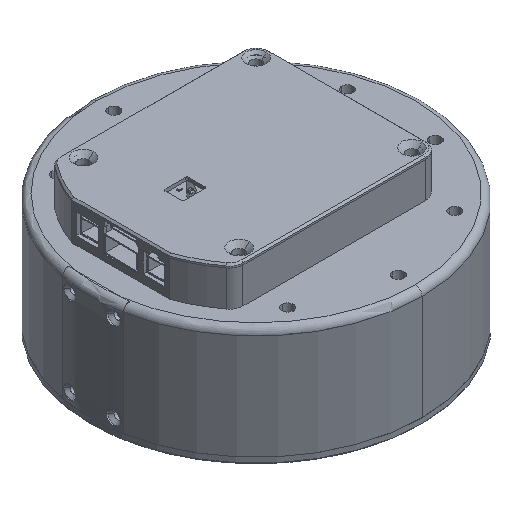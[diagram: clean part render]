
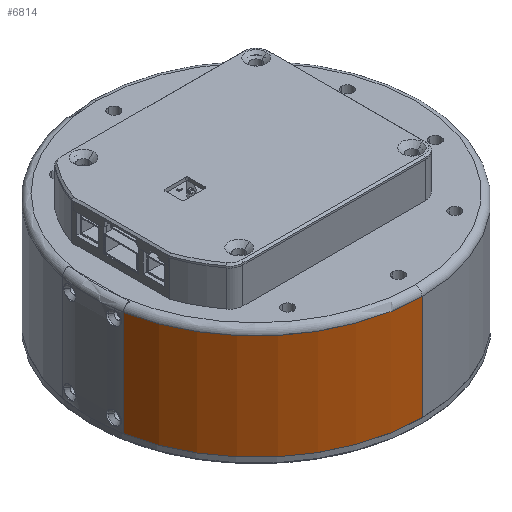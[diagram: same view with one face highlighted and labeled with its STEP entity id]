
A CAD part, isometric view. The second image highlights one B-rep face of the part: STEP entity #6814.
In plain terms, the highlighted cylindrical face has radius 49 mm (diameter 98 mm), a partial arc.
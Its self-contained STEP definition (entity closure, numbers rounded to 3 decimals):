
#1099 = EDGE_LOOP ( 'NONE', ( #2697, #15566, #37375, #5192 ) ) ;
#2697 = ORIENTED_EDGE ( 'NONE', *, *, #3858, .T. ) ;
#2750 = CARTESIAN_POINT ( 'NONE',  ( 0., -49., -3.7 ) ) ;
#3858 = EDGE_CURVE ( 'NONE', #34415, #11551, #5206, .T. ) ;
#5034 = DIRECTION ( 'NONE',  ( 0., 0., -1. ) ) ;
#5192 = ORIENTED_EDGE ( 'NONE', *, *, #25398, .T. ) ;
#5206 = CIRCLE ( 'NONE', #43296, 49. ) ;
#5416 = DIRECTION ( 'NONE',  ( 0., 0., 1. ) ) ;
#5551 = DIRECTION ( 'NONE',  ( 0., -1., 0. ) ) ;
#5992 = CARTESIAN_POINT ( 'NONE',  ( 0., -49., -3.7 ) ) ;
#6100 = DIRECTION ( 'NONE',  ( 0., 0., -1. ) ) ;
#6723 = EDGE_CURVE ( 'NONE', #11551, #16198, #19816, .T. ) ;
#6814 = ADVANCED_FACE ( 'NONE', ( #24498 ), #15567, .T. ) ;
#9277 = VECTOR ( 'NONE', #5416, 1000. ) ;
#11551 = VERTEX_POINT ( 'NONE', #2750 ) ;
#13064 = EDGE_CURVE ( 'NONE', #16198, #30575, #14075, .T. ) ;
#14075 = CIRCLE ( 'NONE', #35609, 49. ) ;
#15566 = ORIENTED_EDGE ( 'NONE', *, *, #6723, .T. ) ;
#15567 = CYLINDRICAL_SURFACE ( 'NONE', #33149, 49. ) ;
#16198 = VERTEX_POINT ( 'NONE', #28647 ) ;
#16795 = DIRECTION ( 'NONE',  ( 0., -1., 0. ) ) ;
#19205 = LINE ( 'NONE', #25916, #40143 ) ;
#19816 = LINE ( 'NONE', #5992, #9277 ) ;
#19909 = DIRECTION ( 'NONE',  ( 0., 0., 1. ) ) ;
#21877 = CARTESIAN_POINT ( 'NONE',  ( 0., 0., 27.3 ) ) ;
#22111 = DIRECTION ( 'NONE',  ( 0., 0., 1. ) ) ;
#22694 = CARTESIAN_POINT ( 'NONE',  ( 0., 0., -3.7 ) ) ;
#24498 = FACE_OUTER_BOUND ( 'NONE', #1099, .T. ) ;
#25398 = EDGE_CURVE ( 'NONE', #30575, #34415, #19205, .T. ) ;
#25916 = CARTESIAN_POINT ( 'NONE',  ( -48.166, -9., 31.3 ) ) ;
#28647 = CARTESIAN_POINT ( 'NONE',  ( 0., -49., 27.3 ) ) ;
#30575 = VERTEX_POINT ( 'NONE', #33826 ) ;
#33149 = AXIS2_PLACEMENT_3D ( 'NONE', #22694, #22111, #5551 ) ;
#33826 = CARTESIAN_POINT ( 'NONE',  ( -48.166, -9., 27.3 ) ) ;
#34415 = VERTEX_POINT ( 'NONE', #37588 ) ;
#35609 = AXIS2_PLACEMENT_3D ( 'NONE', #21877, #5034, #42264 ) ;
#36903 = CARTESIAN_POINT ( 'NONE',  ( 0., 0., -3.7 ) ) ;
#37375 = ORIENTED_EDGE ( 'NONE', *, *, #13064, .T. ) ;
#37588 = CARTESIAN_POINT ( 'NONE',  ( -48.166, -9., -3.7 ) ) ;
#40143 = VECTOR ( 'NONE', #6100, 1000. ) ;
#42264 = DIRECTION ( 'NONE',  ( 0., 1., 0. ) ) ;
#43296 = AXIS2_PLACEMENT_3D ( 'NONE', #36903, #19909, #16795 ) ;
